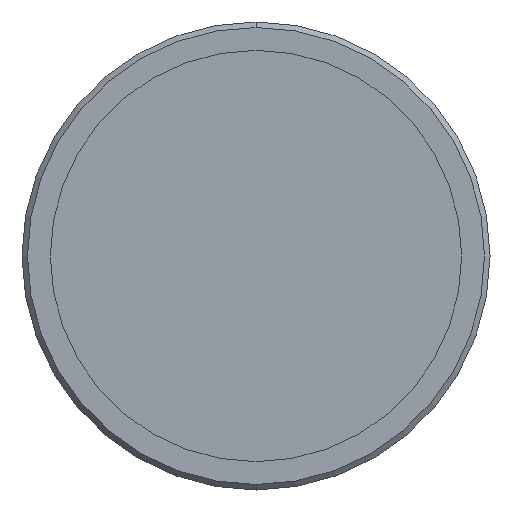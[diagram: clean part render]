
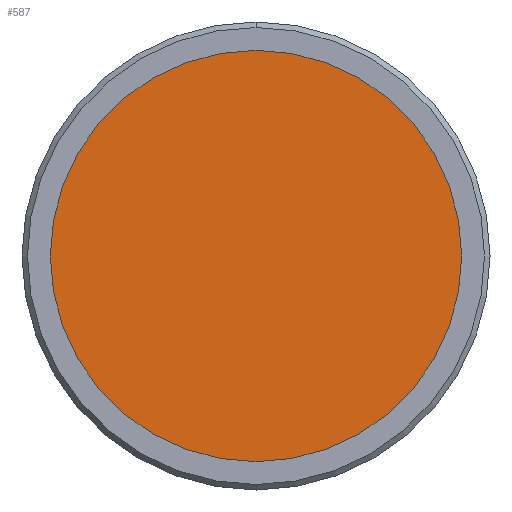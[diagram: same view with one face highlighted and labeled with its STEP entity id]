
A CAD part, front view. The second image highlights one B-rep face of the part: STEP entity #587.
In plain terms, the highlighted planar face has unit normal (0, -1, 0).
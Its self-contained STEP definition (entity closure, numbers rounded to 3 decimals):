
#50 = CARTESIAN_POINT ( 'NONE',  ( 0., -7., -7.471 ) ) ;
#90 = PLANE ( 'NONE',  #309 ) ;
#113 = DIRECTION ( 'NONE',  ( 0., 0., -1. ) ) ;
#130 = CARTESIAN_POINT ( 'NONE',  ( 0., -7., 0. ) ) ;
#153 = ORIENTED_EDGE ( 'NONE', *, *, #495, .T. ) ;
#234 = DIRECTION ( 'NONE',  ( 0., -1., 0. ) ) ;
#266 = CIRCLE ( 'NONE', #660, 7.471 ) ;
#306 = CARTESIAN_POINT ( 'NONE',  ( 0., -7., 0. ) ) ;
#309 = AXIS2_PLACEMENT_3D ( 'NONE', #306, #522, #683 ) ;
#326 = DIRECTION ( 'NONE',  ( 0., -1., 0. ) ) ;
#386 = VERTEX_POINT ( 'NONE', #50 ) ;
#388 = ORIENTED_EDGE ( 'NONE', *, *, #457, .T. ) ;
#409 = CIRCLE ( 'NONE', #461, 7.471 ) ;
#433 = CARTESIAN_POINT ( 'NONE',  ( 0., -7., 0. ) ) ;
#457 = EDGE_CURVE ( 'NONE', #666, #386, #266, .T. ) ;
#461 = AXIS2_PLACEMENT_3D ( 'NONE', #130, #234, #627 ) ;
#495 = EDGE_CURVE ( 'NONE', #386, #666, #409, .T. ) ;
#522 = DIRECTION ( 'NONE',  ( 0., -1., 0. ) ) ;
#573 = FACE_OUTER_BOUND ( 'NONE', #656, .T. ) ;
#583 = CARTESIAN_POINT ( 'NONE',  ( 0., -7., 7.471 ) ) ;
#587 = ADVANCED_FACE ( 'NONE', ( #573 ), #90, .T. ) ;
#627 = DIRECTION ( 'NONE',  ( 0., 0., -1. ) ) ;
#656 = EDGE_LOOP ( 'NONE', ( #388, #153 ) ) ;
#660 = AXIS2_PLACEMENT_3D ( 'NONE', #433, #326, #113 ) ;
#666 = VERTEX_POINT ( 'NONE', #583 ) ;
#683 = DIRECTION ( 'NONE',  ( 0., 0., -1. ) ) ;
